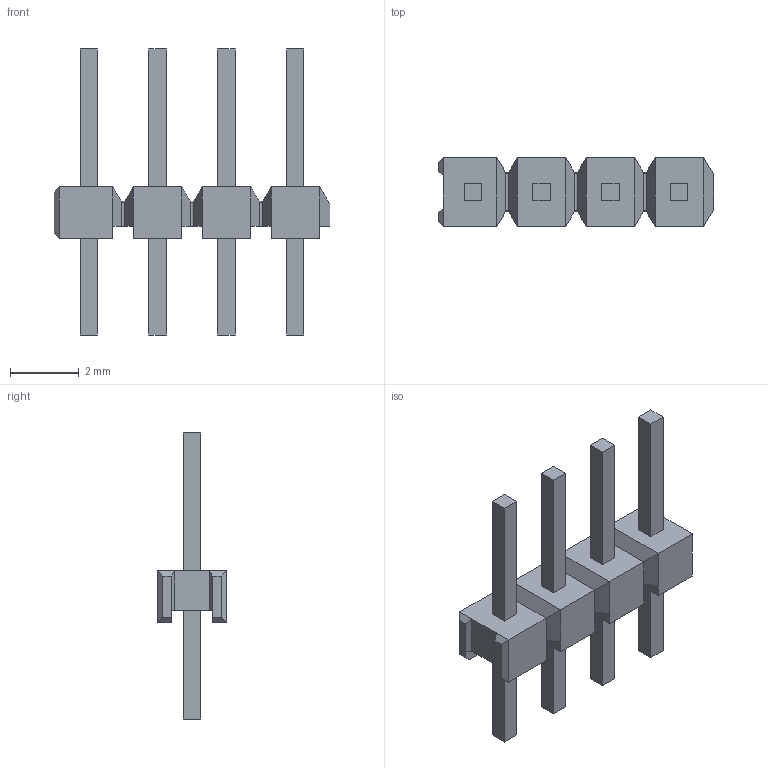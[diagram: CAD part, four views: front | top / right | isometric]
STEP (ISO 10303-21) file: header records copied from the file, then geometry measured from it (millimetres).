
FILE_DESCRIPTION((''),'2;1');
FILE_NAME('C-2355182-4','2019-08-26T08:15:50',('workeradm'),('TE Connectivity Ltd.'),'CREO PARAMETRIC BY PTC INC, 2019030','CREO PARAMETRIC BY PTC INC, 2019030','');
FILE_SCHEMA(('AUTOMOTIVE_DESIGN { 1 0 10303 214 1 1 1 1 }'));
Length unit declared in the file: millimetre
Products named in the file (1): C-2355182-4
Bounding box: 8 x 2 x 8.3 mm (x, y, z)
Volume: 25.1 mm3; surface area: 123.4 mm2
Topology: 1 solids, 1 shells, 125 faces, 297 edges, 182 vertices
Faces by surface type: plane 116, cylinder 9
Entity records: 3712 total; most frequent: CARTESIAN_POINT 668, ORIENTED_EDGE 594, DIRECTION 555, EDGE_CURVE 297, VECTOR 285, LINE 285, VERTEX_POINT 182, AXIS2_PLACEMENT_3D 135
